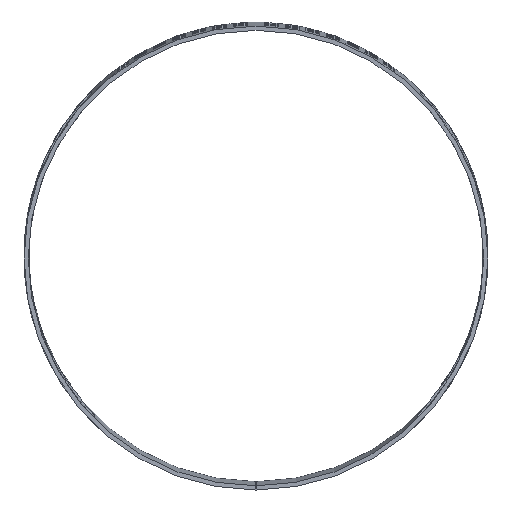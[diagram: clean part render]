
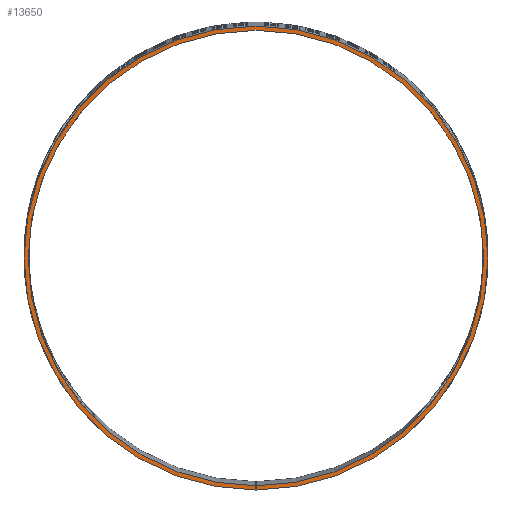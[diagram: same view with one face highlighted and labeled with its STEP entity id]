
A CAD part, left-side view. The second image highlights one B-rep face of the part: STEP entity #13650.
In plain terms, the highlighted face is planar.
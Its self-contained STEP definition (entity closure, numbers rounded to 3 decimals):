
#1920=CARTESIAN_POINT('',(-2950.,-1.,-1625.));
#1930=VERTEX_POINT('',#1920);
#2090=CARTESIAN_POINT('',(-2950.,0.,1625.));
#2100=VERTEX_POINT('',#2090);
#2130=CARTESIAN_POINT('',(-2950.,0.,0.));
#2140=DIRECTION('',(1.,0.,0.));
#2150=DIRECTION('',(0.,0.001,-1.));
#2160=AXIS2_PLACEMENT_3D('',#2130,#2140,#2150);
#2170=CIRCLE('',#2160,1625.);
#2180=EDGE_CURVE('',#2100,#1930,#2170,.T.);
#13260=CARTESIAN_POINT('',(-2950.,0.,0.));
#13270=DIRECTION('',(1.,0.,0.));
#13280=DIRECTION('',(0.,1.,0.));
#13290=AXIS2_PLACEMENT_3D('',#13260,#13270,#13280);
#13300=PLANE('',#13290);
#13310=CARTESIAN_POINT('',(-2950.,0.,0.));
#13320=DIRECTION('',(-1.,0.,0.));
#13330=DIRECTION('',(0.,0.,1.));
#13340=AXIS2_PLACEMENT_3D('',#13310,#13320,#13330);
#13350=CIRCLE('',#13340,1655.);
#13360=CARTESIAN_POINT('',(-2950.,-1.018,-1655.));
#13370=VERTEX_POINT('',#13360);
#13380=CARTESIAN_POINT('',(-2950.,0.,1655.));
#13390=VERTEX_POINT('',#13380);
#13400=EDGE_CURVE('',#13370,#13390,#13350,.T.);
#13410=ORIENTED_EDGE('',*,*,#13400,.T.);
#13420=CARTESIAN_POINT('',(-2950.,-1.,-1625.));
#13430=DIRECTION('',(0.,-0.001,-1.));
#13440=VECTOR('',#13430,1.);
#13450=LINE('',#13420,#13440);
#13460=EDGE_CURVE('',#1930,#13370,#13450,.T.);
#13470=ORIENTED_EDGE('',*,*,#13460,.T.);
#13480=ORIENTED_EDGE('',*,*,#2180,.T.);
#13490=CARTESIAN_POINT('',(-2950.,1.,-1625.));
#13500=VERTEX_POINT('',#13490);
#13510=EDGE_CURVE('',#13500,#2100,#2170,.T.);
#13520=ORIENTED_EDGE('',*,*,#13510,.T.);
#13530=CARTESIAN_POINT('',(-2950.,1.,-1625.));
#13540=DIRECTION('',(0.,0.001,-1.));
#13550=VECTOR('',#13540,1.);
#13560=LINE('',#13530,#13550);
#13570=CARTESIAN_POINT('',(-2950.,1.018,-1655.));
#13580=VERTEX_POINT('',#13570);
#13590=EDGE_CURVE('',#13500,#13580,#13560,.T.);
#13600=ORIENTED_EDGE('',*,*,#13590,.F.);
#13610=EDGE_CURVE('',#13390,#13580,#13350,.T.);
#13620=ORIENTED_EDGE('',*,*,#13610,.T.);
#13630=EDGE_LOOP('',(#13620,#13600,#13520,#13480,#13470,#13410));
#13640=FACE_OUTER_BOUND('',#13630,.T.);
#13650=ADVANCED_FACE('',(#13640),#13300,.F.);
